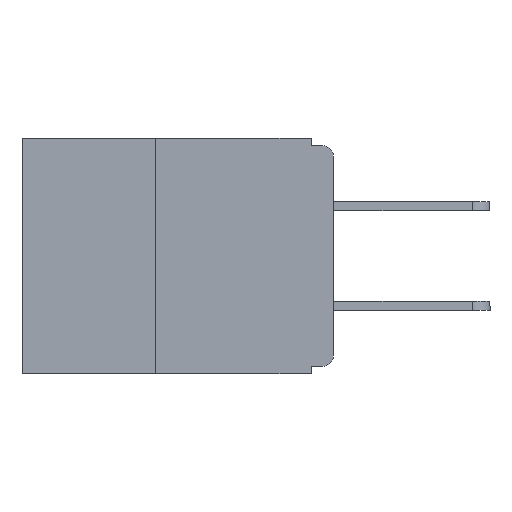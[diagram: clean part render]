
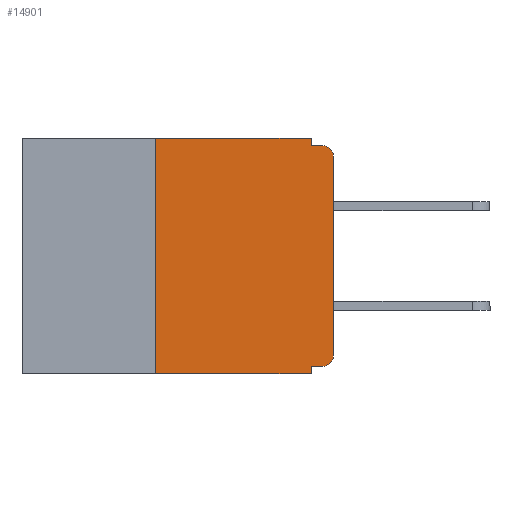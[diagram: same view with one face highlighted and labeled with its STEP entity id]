
A CAD part, left-side view. The second image highlights one B-rep face of the part: STEP entity #14901.
In plain terms, the highlighted planar face has unit normal (-1, 0, 0).
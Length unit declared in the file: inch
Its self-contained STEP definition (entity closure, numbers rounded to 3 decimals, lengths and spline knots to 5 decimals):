
#310 = VERTEX_POINT ( 'NONE', #14149 ) ;
#322 = CARTESIAN_POINT ( 'NONE',  ( 0., 0.25, -0.33 ) ) ;
#662 = DIRECTION ( 'NONE',  ( 0., 0., -1. ) ) ;
#675 = DIRECTION ( 'NONE',  ( 0., 0., 1. ) ) ;
#689 = DIRECTION ( 'NONE',  ( -1., 0., 0. ) ) ;
#707 = CARTESIAN_POINT ( 'NONE',  ( 0., 0.015, -0.025 ) ) ;
#1170 = VERTEX_POINT ( 'NONE', #11663 ) ;
#1323 = CARTESIAN_POINT ( 'NONE',  ( 0., 0.031, 0. ) ) ;
#1361 = DIRECTION ( 'NONE',  ( 0., 0., -1. ) ) ;
#2139 = DIRECTION ( 'NONE',  ( 0., 0., -1. ) ) ;
#2894 = CARTESIAN_POINT ( 'NONE',  ( 0., 0.015, -0.01 ) ) ;
#3234 = CARTESIAN_POINT ( 'NONE',  ( 0., 0.25, 0. ) ) ;
#3250 = VERTEX_POINT ( 'NONE', #7241 ) ;
#3399 = VECTOR ( 'NONE', #9848, 39.37008 ) ;
#3715 = VERTEX_POINT ( 'NONE', #9497 ) ;
#3755 = VECTOR ( 'NONE', #17385, 39.37008 ) ;
#4044 = LINE ( 'NONE', #1323, #18329 ) ;
#4242 = EDGE_CURVE ( 'NONE', #14269, #310, #11489, .T. ) ;
#4270 = EDGE_CURVE ( 'NONE', #12761, #8365, #18061, .T. ) ;
#4563 = DIRECTION ( 'NONE',  ( 0., 0., 1. ) ) ;
#5224 = EDGE_CURVE ( 'NONE', #14269, #9008, #13576, .T. ) ;
#5261 = ORIENTED_EDGE ( 'NONE', *, *, #17018, .T. ) ;
#5343 = ORIENTED_EDGE ( 'NONE', *, *, #9259, .T. ) ;
#5591 = CIRCLE ( 'NONE', #9137, 0.015 ) ;
#5653 = AXIS2_PLACEMENT_3D ( 'NONE', #9486, #10872, #2139 ) ;
#6228 = ORIENTED_EDGE ( 'NONE', *, *, #16426, .F. ) ;
#6794 = CARTESIAN_POINT ( 'NONE',  ( 0., 0.437, 0. ) ) ;
#7223 = EDGE_CURVE ( 'NONE', #1170, #8126, #4044, .T. ) ;
#7241 = CARTESIAN_POINT ( 'NONE',  ( 0., 0., -0.025 ) ) ;
#7403 = CARTESIAN_POINT ( 'NONE',  ( 0., 0., -0.32 ) ) ;
#7584 = DIRECTION ( 'NONE',  ( 0., -1., 0. ) ) ;
#7838 = ORIENTED_EDGE ( 'NONE', *, *, #7223, .F. ) ;
#8126 = VERTEX_POINT ( 'NONE', #11611 ) ;
#8365 = VERTEX_POINT ( 'NONE', #9426 ) ;
#8616 = ORIENTED_EDGE ( 'NONE', *, *, #16239, .F. ) ;
#8861 = VECTOR ( 'NONE', #15323, 39.37008 ) ;
#9008 = VERTEX_POINT ( 'NONE', #3234 ) ;
#9137 = AXIS2_PLACEMENT_3D ( 'NONE', #707, #689, #662 ) ;
#9259 = EDGE_CURVE ( 'NONE', #3250, #17583, #5591, .T. ) ;
#9426 = CARTESIAN_POINT ( 'NONE',  ( 0., 0., -0.305 ) ) ;
#9486 = CARTESIAN_POINT ( 'NONE',  ( 0., 0.437, 0. ) ) ;
#9497 = CARTESIAN_POINT ( 'NONE',  ( 0., 0.031, -0.32 ) ) ;
#9848 = DIRECTION ( 'NONE',  ( 0., 0., -1. ) ) ;
#9893 = VECTOR ( 'NONE', #675, 39.37008 ) ;
#10309 = DIRECTION ( 'NONE',  ( 0., 1., 0. ) ) ;
#10713 = ORIENTED_EDGE ( 'NONE', *, *, #4270, .T. ) ;
#10872 = DIRECTION ( 'NONE',  ( 1., 0., 0. ) ) ;
#11165 = LINE ( 'NONE', #13920, #3399 ) ;
#11403 = ORIENTED_EDGE ( 'NONE', *, *, #5224, .F. ) ;
#11489 = LINE ( 'NONE', #17263, #3755 ) ;
#11611 = CARTESIAN_POINT ( 'NONE',  ( 0., 0.031, -0.01 ) ) ;
#11663 = CARTESIAN_POINT ( 'NONE',  ( 0., 0.031, 0. ) ) ;
#11896 = ORIENTED_EDGE ( 'NONE', *, *, #4242, .T. ) ;
#12311 = VECTOR ( 'NONE', #7584, 39.37008 ) ;
#12351 = EDGE_CURVE ( 'NONE', #3715, #310, #11165, .T. ) ;
#12549 = LINE ( 'NONE', #6794, #8861 ) ;
#12761 = VERTEX_POINT ( 'NONE', #13532 ) ;
#12768 = LINE ( 'NONE', #16079, #12311 ) ;
#12899 = AXIS2_PLACEMENT_3D ( 'NONE', #16030, #15805, #15787 ) ;
#13132 = CARTESIAN_POINT ( 'NONE',  ( 0., 0., 0. ) ) ;
#13484 = EDGE_LOOP ( 'NONE', ( #5261, #5343, #6228, #7838, #8616, #11403, #11896, #13963, #15966, #10713 ) ) ;
#13532 = CARTESIAN_POINT ( 'NONE',  ( 0., 0.015, -0.32 ) ) ;
#13576 = LINE ( 'NONE', #322, #9893 ) ;
#13920 = CARTESIAN_POINT ( 'NONE',  ( 0., 0.031, -0.33 ) ) ;
#13963 = ORIENTED_EDGE ( 'NONE', *, *, #12351, .F. ) ;
#14149 = CARTESIAN_POINT ( 'NONE',  ( 0., 0.031, -0.33 ) ) ;
#14269 = VERTEX_POINT ( 'NONE', #17873 ) ;
#14901 = ADVANCED_FACE ( 'NONE', ( #16806 ), #17853, .F. ) ;
#14963 = LINE ( 'NONE', #7403, #18273 ) ;
#15323 = DIRECTION ( 'NONE',  ( 0., -1., 0. ) ) ;
#15787 = DIRECTION ( 'NONE',  ( 0., 0., -1. ) ) ;
#15805 = DIRECTION ( 'NONE',  ( -1., 0., 0. ) ) ;
#15842 = EDGE_CURVE ( 'NONE', #12761, #3715, #14963, .T. ) ;
#15966 = ORIENTED_EDGE ( 'NONE', *, *, #15842, .F. ) ;
#16030 = CARTESIAN_POINT ( 'NONE',  ( 0., 0.015, -0.305 ) ) ;
#16079 = CARTESIAN_POINT ( 'NONE',  ( 0., 0., -0.01 ) ) ;
#16239 = EDGE_CURVE ( 'NONE', #9008, #1170, #12549, .T. ) ;
#16286 = VECTOR ( 'NONE', #4563, 39.37008 ) ;
#16426 = EDGE_CURVE ( 'NONE', #8126, #17583, #12768, .T. ) ;
#16721 = LINE ( 'NONE', #13132, #16286 ) ;
#16806 = FACE_OUTER_BOUND ( 'NONE', #13484, .T. ) ;
#17018 = EDGE_CURVE ( 'NONE', #8365, #3250, #16721, .T. ) ;
#17263 = CARTESIAN_POINT ( 'NONE',  ( 0., 0.437, -0.33 ) ) ;
#17385 = DIRECTION ( 'NONE',  ( 0., -1., 0. ) ) ;
#17583 = VERTEX_POINT ( 'NONE', #2894 ) ;
#17853 = PLANE ( 'NONE',  #5653 ) ;
#17873 = CARTESIAN_POINT ( 'NONE',  ( 0., 0.25, -0.33 ) ) ;
#18061 = CIRCLE ( 'NONE', #12899, 0.015 ) ;
#18273 = VECTOR ( 'NONE', #10309, 39.37008 ) ;
#18329 = VECTOR ( 'NONE', #1361, 39.37008 ) ;
